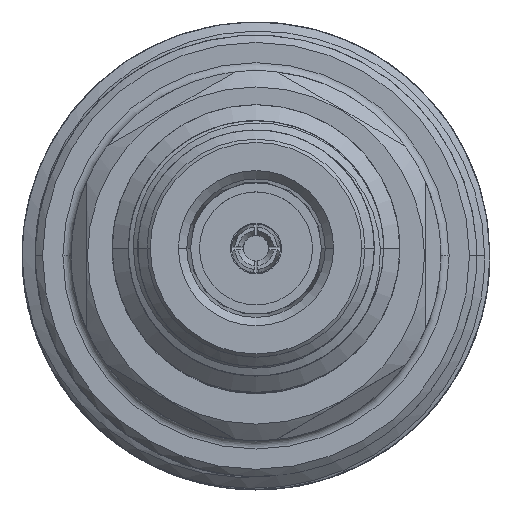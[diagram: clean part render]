
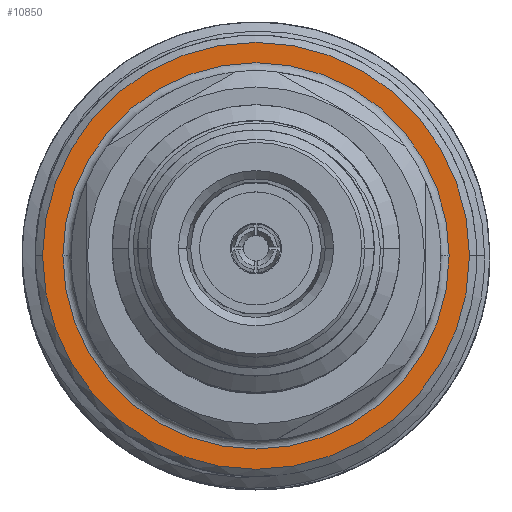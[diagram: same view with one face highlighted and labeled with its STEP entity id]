
A CAD part, top view. The second image highlights one B-rep face of the part: STEP entity #10850.
In plain terms, the highlighted face is planar.
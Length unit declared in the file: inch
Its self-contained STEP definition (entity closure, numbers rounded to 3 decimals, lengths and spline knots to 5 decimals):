
#298 = CARTESIAN_POINT ( 'NONE',  ( 0.41616, 0., 0. ) ) ;
#363 = DIRECTION ( 'NONE',  ( 1., 0., 0. ) ) ;
#496 = EDGE_LOOP ( 'NONE', ( #8998, #11596 ) ) ;
#760 = DIRECTION ( 'NONE',  ( 0., 0., 1. ) ) ;
#865 = EDGE_LOOP ( 'NONE', ( #9938, #4266 ) ) ;
#970 = CARTESIAN_POINT ( 'NONE',  ( 0.41616, 0., -0.47132 ) ) ;
#1145 = VERTEX_POINT ( 'NONE', #7035 ) ;
#1447 = EDGE_CURVE ( 'NONE', #7015, #6134, #2703, .T. ) ;
#1464 = DIRECTION ( 'NONE',  ( -1., 0., 0. ) ) ;
#2176 = EDGE_CURVE ( 'NONE', #9677, #1145, #8515, .T. ) ;
#2462 = DIRECTION ( 'NONE',  ( 0., 0., 1. ) ) ;
#2479 = AXIS2_PLACEMENT_3D ( 'NONE', #11094, #3874, #8871 ) ;
#2610 = CARTESIAN_POINT ( 'NONE',  ( 0.41616, 0., 0. ) ) ;
#2703 = CIRCLE ( 'NONE', #8927, 0.47132 ) ;
#2993 = AXIS2_PLACEMENT_3D ( 'NONE', #2610, #3509, #760 ) ;
#3268 = EDGE_CURVE ( 'NONE', #1145, #9677, #9533, .T. ) ;
#3509 = DIRECTION ( 'NONE',  ( -1., 0., 0. ) ) ;
#3874 = DIRECTION ( 'NONE',  ( 1., 0., 0. ) ) ;
#4105 = FACE_OUTER_BOUND ( 'NONE', #496, .T. ) ;
#4233 = DIRECTION ( 'NONE',  ( -1., 0., 0. ) ) ;
#4266 = ORIENTED_EDGE ( 'NONE', *, *, #9708, .T. ) ;
#5198 = FACE_BOUND ( 'NONE', #865, .T. ) ;
#5477 = CARTESIAN_POINT ( 'NONE',  ( 0.41616, 0., 0. ) ) ;
#5889 = CIRCLE ( 'NONE', #2993, 0.47132 ) ;
#6134 = VERTEX_POINT ( 'NONE', #970 ) ;
#7015 = VERTEX_POINT ( 'NONE', #10984 ) ;
#7035 = CARTESIAN_POINT ( 'NONE',  ( 0.41616, 0., 0.52087 ) ) ;
#7412 = DIRECTION ( 'NONE',  ( 0., 0., 1. ) ) ;
#8180 = DIRECTION ( 'NONE',  ( 0., 0., 1. ) ) ;
#8515 = CIRCLE ( 'NONE', #9127, 0.52087 ) ;
#8871 = DIRECTION ( 'NONE',  ( 0., 0., 1. ) ) ;
#8927 = AXIS2_PLACEMENT_3D ( 'NONE', #5477, #1464, #7412 ) ;
#8998 = ORIENTED_EDGE ( 'NONE', *, *, #3268, .T. ) ;
#9127 = AXIS2_PLACEMENT_3D ( 'NONE', #9474, #363, #2462 ) ;
#9154 = PLANE ( 'NONE',  #11411 ) ;
#9474 = CARTESIAN_POINT ( 'NONE',  ( 0.41616, 0., 0. ) ) ;
#9533 = CIRCLE ( 'NONE', #2479, 0.52087 ) ;
#9677 = VERTEX_POINT ( 'NONE', #12491 ) ;
#9708 = EDGE_CURVE ( 'NONE', #6134, #7015, #5889, .T. ) ;
#9938 = ORIENTED_EDGE ( 'NONE', *, *, #1447, .T. ) ;
#10850 = ADVANCED_FACE ( 'NONE', ( #5198, #4105 ), #9154, .F. ) ;
#10984 = CARTESIAN_POINT ( 'NONE',  ( 0.41616, 0., 0.47132 ) ) ;
#11094 = CARTESIAN_POINT ( 'NONE',  ( 0.41616, 0., 0. ) ) ;
#11411 = AXIS2_PLACEMENT_3D ( 'NONE', #298, #4233, #8180 ) ;
#11596 = ORIENTED_EDGE ( 'NONE', *, *, #2176, .T. ) ;
#12491 = CARTESIAN_POINT ( 'NONE',  ( 0.41616, 0., -0.52087 ) ) ;
